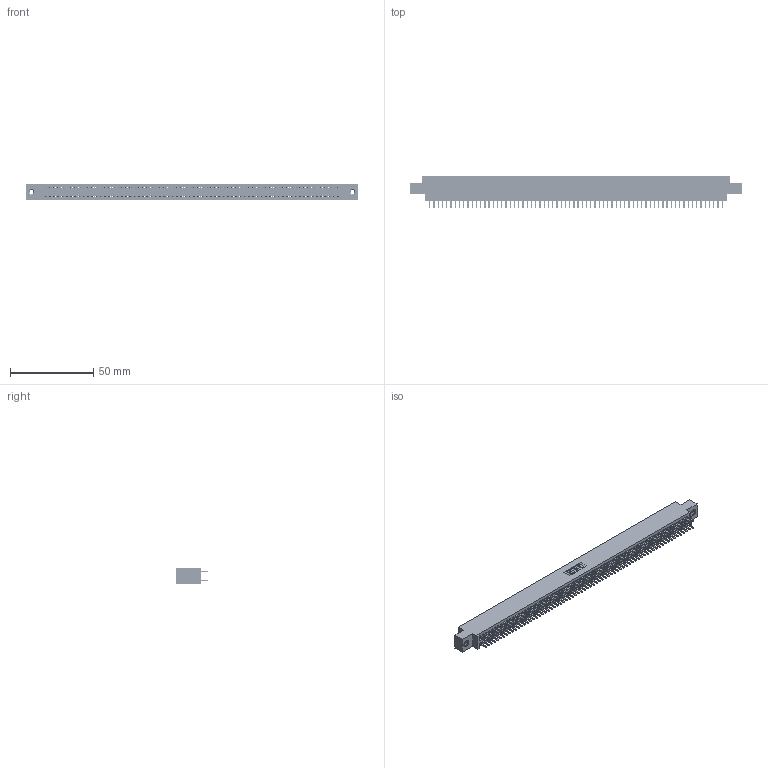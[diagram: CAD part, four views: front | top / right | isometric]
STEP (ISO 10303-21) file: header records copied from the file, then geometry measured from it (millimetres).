
FILE_DESCRIPTION (( 'STEP AP203' ), '1' );
FILE_NAME ('395-140-520-808.STEP', '2018-12-05T19:30:31', ( '' ), ( '' ), 'SwSTEP 2.0', 'SolidWorks 2016', '' );
FILE_SCHEMA (( 'CONFIG_CONTROL_DESIGN' ));
Length unit declared in the file: inch
Products named in the file (4): 345-250-001_345-250-003-102; 345-292-001_345-293-120; 395-140-520-808; 345 Part_0.170 Offset - 0.156 Dia-TI
Assembly tree (143 placements, depth 2):
  395-140-520-808
    345 Part_0.170 Offset - 0.156 Dia-TI
    345-292-001_345-293-120  x140
    345-250-001_345-250-003-102  x2
Bounding box: 199.01 x 19.68 x 9.4 mm (x, y, z)
Volume: 19410.4 mm3; surface area: 29260.1 mm2
Topology: 143 solids, 143 shells, 7750 faces, 22469 edges, 14598 vertices
Faces by surface type: plane 5016, cylinder 2718, cone 12, torus 4
Entity records: 52586 total; most frequent: CARTESIAN_POINT 8783, ORIENTED_EDGE 8698, DIRECTION 7723, EDGE_CURVE 4349, VECTOR 3913, LINE 3913, VERTEX_POINT 2892, AXIS2_PLACEMENT_3D 1905
